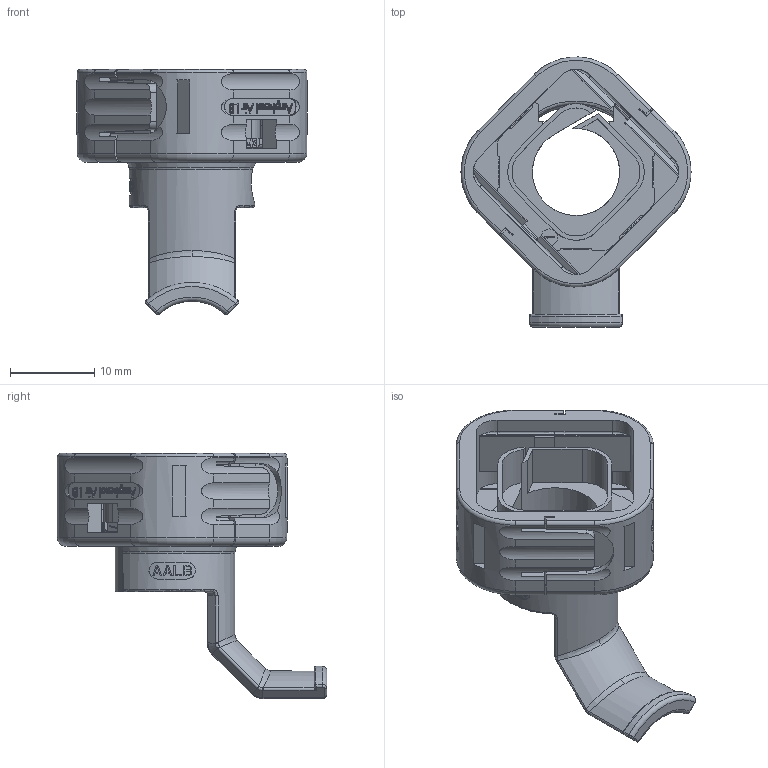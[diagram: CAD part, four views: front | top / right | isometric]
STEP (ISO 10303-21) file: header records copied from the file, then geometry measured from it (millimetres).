
FILE_DESCRIPTION((''),'2;1');
FILE_NAME('SIM2S2A20','2020-02-04T',('presta_be4'),(''),'CREO PARAMETRIC BY PTC INC, 2018360','CREO PARAMETRIC BY PTC INC, 2018360','');
FILE_SCHEMA(('CONFIG_CONTROL_DESIGN'));
Length unit declared in the file: millimetre
Products named in the file (1): SIM2S2A20
Bounding box: 27.29 x 31.99 x 29.08 mm (x, y, z)
Volume: 3192.7 mm3; surface area: 4989.5 mm2
Topology: 1 solids, 1 shells, 1318 faces, 3643 edges, 2375 vertices
Faces by surface type: plane 745, extrusion 322, cylinder 146, bspline 78, torus 20, cone 7
Entity records: 47331 total; most frequent: CARTESIAN_POINT 15730, ORIENTED_EDGE 7266, DIRECTION 5127, EDGE_CURVE 3633, VECTOR 2595, VERTEX_POINT 2375, LINE 2273, EDGE_LOOP 1390
